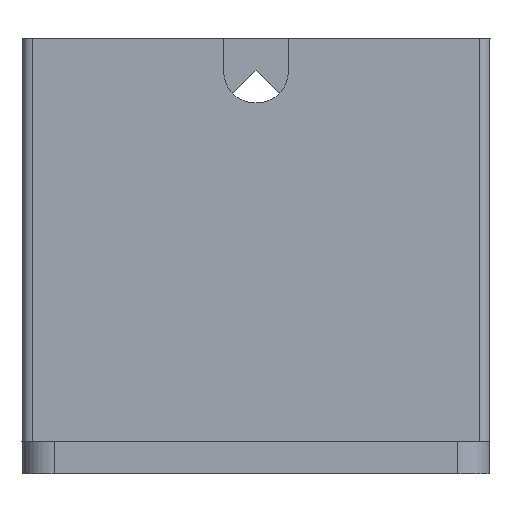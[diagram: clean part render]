
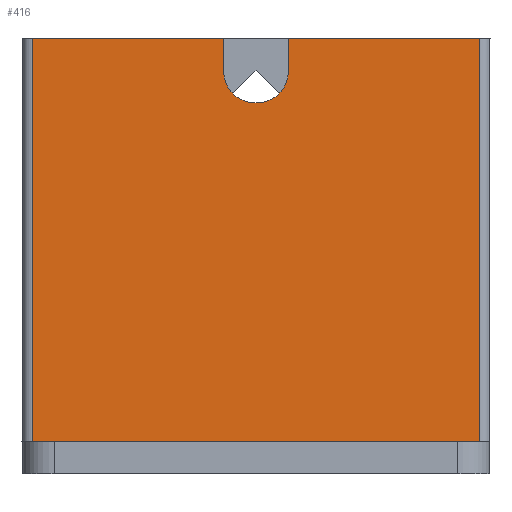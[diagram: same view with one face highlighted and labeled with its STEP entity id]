
A CAD part, left-side view. The second image highlights one B-rep face of the part: STEP entity #416.
In plain terms, the highlighted planar face has unit normal (-1, 0, 0).
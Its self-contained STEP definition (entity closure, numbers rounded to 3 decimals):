
#80 = VERTEX_POINT('',#81);
#81 = CARTESIAN_POINT('',(19.5,1.5,3.));
#88 = EDGE_CURVE('',#89,#80,#91,.T.);
#89 = VERTEX_POINT('',#90);
#90 = CARTESIAN_POINT('',(19.5,42.95,3.));
#91 = LINE('',#92,#93);
#92 = CARTESIAN_POINT('',(19.5,11.363,3.));
#93 = VECTOR('',#94,1.);
#94 = DIRECTION('',(0.,-1.,0.));
#388 = EDGE_CURVE('',#389,#89,#391,.T.);
#389 = VERTEX_POINT('',#390);
#390 = CARTESIAN_POINT('',(19.5,42.95,40.45));
#391 = LINE('',#392,#393);
#392 = CARTESIAN_POINT('',(19.5,42.95,40.45));
#393 = VECTOR('',#394,1.);
#394 = DIRECTION('',(0.,0.,-1.));
#416 = ADVANCED_FACE('',(#417),#485,.T.);
#417 = FACE_BOUND('',#418,.T.);
#418 = EDGE_LOOP('',(#419,#420,#421,#429,#437,#445,#454,#462,#471,#479)
  );
#419 = ORIENTED_EDGE('',*,*,#388,.T.);
#420 = ORIENTED_EDGE('',*,*,#88,.T.);
#421 = ORIENTED_EDGE('',*,*,#422,.F.);
#422 = EDGE_CURVE('',#423,#80,#425,.T.);
#423 = VERTEX_POINT('',#424);
#424 = CARTESIAN_POINT('',(19.5,1.5,
    40.45));
#425 = LINE('',#426,#427);
#426 = CARTESIAN_POINT('',(19.5,1.5,40.45));
#427 = VECTOR('',#428,1.);
#428 = DIRECTION('',(0.,0.,-1.));
#429 = ORIENTED_EDGE('',*,*,#430,.F.);
#430 = EDGE_CURVE('',#431,#423,#433,.T.);
#431 = VERTEX_POINT('',#432);
#432 = CARTESIAN_POINT('',(19.5,19.225,40.45));
#433 = LINE('',#434,#435);
#434 = CARTESIAN_POINT('',(19.5,43.95,40.45));
#435 = VECTOR('',#436,1.);
#436 = DIRECTION('',(0.,-1.,0.));
#437 = ORIENTED_EDGE('',*,*,#438,.T.);
#438 = EDGE_CURVE('',#431,#439,#441,.T.);
#439 = VERTEX_POINT('',#440);
#440 = CARTESIAN_POINT('',(19.5,19.225,37.35));
#441 = LINE('',#442,#443);
#442 = CARTESIAN_POINT('',(19.5,19.225,40.45));
#443 = VECTOR('',#444,1.);
#444 = DIRECTION('',(0.,0.,-1.));
#445 = ORIENTED_EDGE('',*,*,#446,.T.);
#446 = EDGE_CURVE('',#439,#447,#449,.T.);
#447 = VERTEX_POINT('',#448);
#448 = CARTESIAN_POINT('',(19.5,22.125,34.45));
#449 = CIRCLE('',#450,2.9);
#450 = AXIS2_PLACEMENT_3D('',#451,#452,#453);
#451 = CARTESIAN_POINT('',(19.5,22.125,37.35));
#452 = DIRECTION('',(1.,-0.,0.));
#453 = DIRECTION('',(0.,0.,-1.));
#454 = ORIENTED_EDGE('',*,*,#455,.F.);
#455 = EDGE_CURVE('',#456,#447,#458,.T.);
#456 = VERTEX_POINT('',#457);
#457 = CARTESIAN_POINT('',(19.5,22.325,34.45));
#458 = LINE('',#459,#460);
#459 = CARTESIAN_POINT('',(19.5,25.225,34.45));
#460 = VECTOR('',#461,1.);
#461 = DIRECTION('',(0.,-1.,0.));
#462 = ORIENTED_EDGE('',*,*,#463,.F.);
#463 = EDGE_CURVE('',#464,#456,#466,.T.);
#464 = VERTEX_POINT('',#465);
#465 = CARTESIAN_POINT('',(19.5,25.225,37.35));
#466 = CIRCLE('',#467,2.9);
#467 = AXIS2_PLACEMENT_3D('',#468,#469,#470);
#468 = CARTESIAN_POINT('',(19.5,22.325,37.35));
#469 = DIRECTION('',(-1.,0.,-0.));
#470 = DIRECTION('',(0.,0.,-1.));
#471 = ORIENTED_EDGE('',*,*,#472,.F.);
#472 = EDGE_CURVE('',#473,#464,#475,.T.);
#473 = VERTEX_POINT('',#474);
#474 = CARTESIAN_POINT('',(19.5,25.225,40.45));
#475 = LINE('',#476,#477);
#476 = CARTESIAN_POINT('',(19.5,25.225,40.45));
#477 = VECTOR('',#478,1.);
#478 = DIRECTION('',(0.,0.,-1.));
#479 = ORIENTED_EDGE('',*,*,#480,.F.);
#480 = EDGE_CURVE('',#389,#473,#481,.T.);
#481 = LINE('',#482,#483);
#482 = CARTESIAN_POINT('',(19.5,43.95,40.45));
#483 = VECTOR('',#484,1.);
#484 = DIRECTION('',(0.,-1.,0.));
#485 = PLANE('',#486);
#486 = AXIS2_PLACEMENT_3D('',#487,#488,#489);
#487 = CARTESIAN_POINT('',(19.5,22.225,21.006));
#488 = DIRECTION('',(-1.,0.,0.));
#489 = DIRECTION('',(0.,0.,1.));
